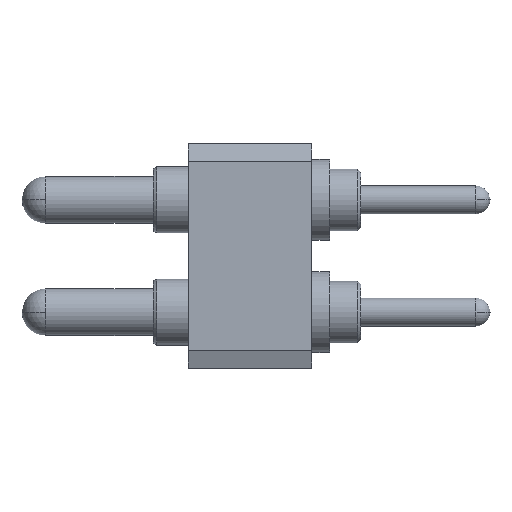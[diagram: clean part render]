
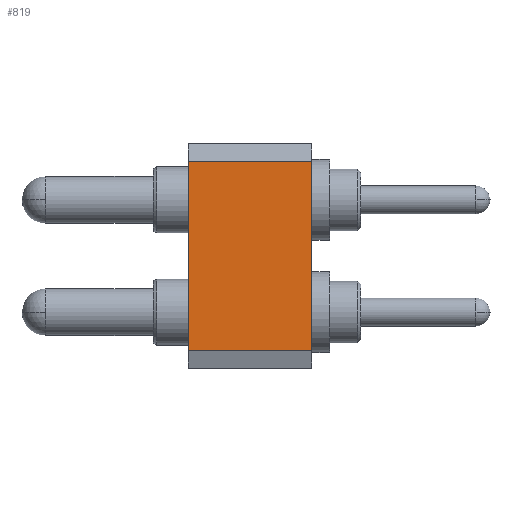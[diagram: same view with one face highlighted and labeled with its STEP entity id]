
A CAD part, left-side view. The second image highlights one B-rep face of the part: STEP entity #819.
In plain terms, the highlighted planar face has unit normal (-1, 0, 0).
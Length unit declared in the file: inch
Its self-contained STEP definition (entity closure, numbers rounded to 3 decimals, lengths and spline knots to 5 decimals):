
#82 = CARTESIAN_POINT ( 'NONE',  ( -0.01203, -0.11, -0.18425 ) ) ;
#128 = VECTOR ( 'NONE', #1172, 39.37008 ) ;
#183 = LINE ( 'NONE', #82, #128 ) ;
#218 = CARTESIAN_POINT ( 'NONE',  ( -0.01203, -0.11, -0.18425 ) ) ;
#233 = CARTESIAN_POINT ( 'NONE',  ( -0.01203, 0., -0.18425 ) ) ;
#255 = AXIS2_PLACEMENT_3D ( 'NONE', #797, #261, #1509 ) ;
#261 = DIRECTION ( 'NONE',  ( -1., 0., 0. ) ) ;
#388 = CARTESIAN_POINT ( 'NONE',  ( -0.01203, -0.11, -0.18425 ) ) ;
#424 = VECTOR ( 'NONE', #974, 39.37008 ) ;
#466 = FACE_OUTER_BOUND ( 'NONE', #687, .T. ) ;
#501 = ORIENTED_EDGE ( 'NONE', *, *, #1687, .F. ) ;
#568 = DIRECTION ( 'NONE',  ( 0., 1., 0. ) ) ;
#634 = PLANE ( 'NONE',  #255 ) ;
#639 = VERTEX_POINT ( 'NONE', #388 ) ;
#684 = CARTESIAN_POINT ( 'NONE',  ( -0.01203, -0.11, -0.01575 ) ) ;
#687 = EDGE_LOOP ( 'NONE', ( #501, #1326, #778, #2209 ) ) ;
#733 = DIRECTION ( 'NONE',  ( 0., 1., 0. ) ) ;
#778 = ORIENTED_EDGE ( 'NONE', *, *, #1581, .T. ) ;
#797 = CARTESIAN_POINT ( 'NONE',  ( -0.01203, -0.11, -0.18425 ) ) ;
#819 = ADVANCED_FACE ( 'NONE', ( #466 ), #634, .T. ) ;
#974 = DIRECTION ( 'NONE',  ( 0., 0., 1. ) ) ;
#1172 = DIRECTION ( 'NONE',  ( 0., 0., 1. ) ) ;
#1276 = LINE ( 'NONE', #2016, #2145 ) ;
#1317 = VERTEX_POINT ( 'NONE', #684 ) ;
#1326 = ORIENTED_EDGE ( 'NONE', *, *, #1915, .F. ) ;
#1421 = VERTEX_POINT ( 'NONE', #233 ) ;
#1493 = CARTESIAN_POINT ( 'NONE',  ( -0.01203, 0., -0.18425 ) ) ;
#1509 = DIRECTION ( 'NONE',  ( 0., 0., 1. ) ) ;
#1581 = EDGE_CURVE ( 'NONE', #639, #1317, #183, .T. ) ;
#1635 = LINE ( 'NONE', #218, #1846 ) ;
#1687 = EDGE_CURVE ( 'NONE', #1421, #2046, #2257, .T. ) ;
#1846 = VECTOR ( 'NONE', #733, 39.37008 ) ;
#1901 = EDGE_CURVE ( 'NONE', #1317, #2046, #1276, .T. ) ;
#1915 = EDGE_CURVE ( 'NONE', #639, #1421, #1635, .T. ) ;
#2016 = CARTESIAN_POINT ( 'NONE',  ( -0.01203, -0.11, -0.01575 ) ) ;
#2046 = VERTEX_POINT ( 'NONE', #2068 ) ;
#2068 = CARTESIAN_POINT ( 'NONE',  ( -0.01203, 0., -0.01575 ) ) ;
#2145 = VECTOR ( 'NONE', #568, 39.37008 ) ;
#2209 = ORIENTED_EDGE ( 'NONE', *, *, #1901, .T. ) ;
#2257 = LINE ( 'NONE', #1493, #424 ) ;
